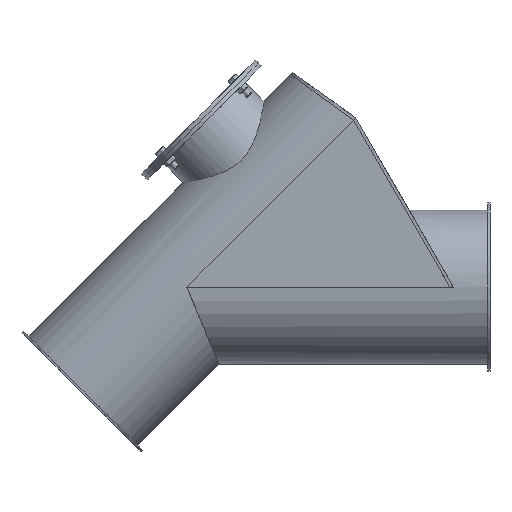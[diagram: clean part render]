
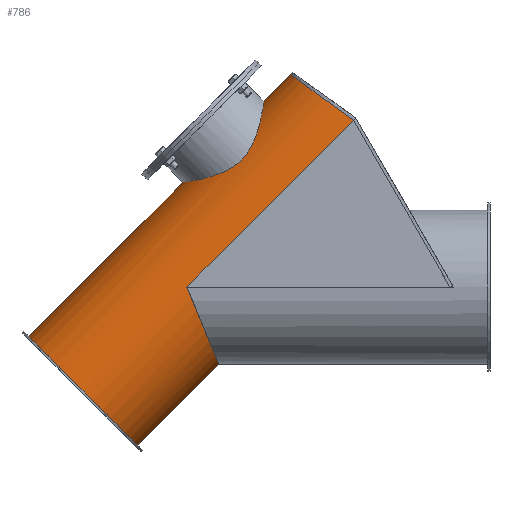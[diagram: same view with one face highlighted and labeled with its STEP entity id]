
A CAD part, left-side view. The second image highlights one B-rep face of the part: STEP entity #786.
In plain terms, the highlighted cylindrical face has radius 75 mm (diameter 150 mm), a full revolution.
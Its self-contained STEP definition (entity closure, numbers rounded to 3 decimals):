
#426=CARTESIAN_POINT('',(0.,145.,75.));
#427=VERTEX_POINT('',#426);
#428=CARTESIAN_POINT('',(0.,145.,-75.));
#429=VERTEX_POINT('',#428);
#430=CARTESIAN_POINT('',(0.,145.,0.0));
#431=DIRECTION('',(0.383,-0.924,0.0));
#432=DIRECTION('',(-0.924,-0.383,0.0));
#433=AXIS2_PLACEMENT_3D('',#430,#431,#432);
#434=ELLIPSE('',#433,81.179,75.);
#435=EDGE_CURVE('',#427,#429,#434,.T.);
#468=CARTESIAN_POINT('',(0.,374.523,-75.));
#469=VERTEX_POINT('',#468);
#470=CARTESIAN_POINT('',(0.,145.,-75.));
#471=DIRECTION('',(0.0,1.0,0.0));
#472=VECTOR('',#471,229.523);
#473=LINE('',#470,#472);
#474=EDGE_CURVE('',#429,#469,#473,.T.);
#499=CARTESIAN_POINT('',(0.,374.523,75.));
#500=VERTEX_POINT('',#499);
#501=CARTESIAN_POINT('',(0.,374.523,0.0));
#502=DIRECTION('',(-0.16,-0.987,0.0));
#503=DIRECTION('',(-0.987,0.16,0.0));
#504=AXIS2_PLACEMENT_3D('',#501,#502,#503);
#505=ELLIPSE('',#504,75.977,75.);
#506=EDGE_CURVE('',#469,#500,#505,.T.);
#532=CARTESIAN_POINT('',(0.,374.523,75.));
#533=DIRECTION('',(0.0,-1.0,0.0));
#534=VECTOR('',#533,229.523);
#535=LINE('',#532,#534);
#536=EDGE_CURVE('',#500,#427,#535,.T.);
#554=CARTESIAN_POINT('',(52.048,270.,54.));
#555=VERTEX_POINT('',#554);
#556=CARTESIAN_POINT('',(52.048,270.,54.));
#557=CARTESIAN_POINT('',(52.048,273.595,54.));
#558=CARTESIAN_POINT('',(52.432,277.222,53.637));
#559=CARTESIAN_POINT('',(53.867,284.305,52.196));
#560=CARTESIAN_POINT('',(54.911,287.763,51.119));
#561=CARTESIAN_POINT('',(57.373,294.329,48.34));
#562=CARTESIAN_POINT('',(58.788,297.444,46.636));
#563=CARTESIAN_POINT('',(61.685,303.199,42.731));
#564=CARTESIAN_POINT('',(63.165,305.839,40.529));
#565=CARTESIAN_POINT('',(65.916,310.49,35.878));
#566=CARTESIAN_POINT('',(67.295,312.684,33.26));
#567=CARTESIAN_POINT('',(69.845,316.6,27.505));
#568=CARTESIAN_POINT('',(71.015,318.324,24.367));
#569=CARTESIAN_POINT('',(72.952,321.128,17.745));
#570=CARTESIAN_POINT('',(73.72,322.211,14.254));
#571=CARTESIAN_POINT('',(74.745,323.647,7.149));
#572=CARTESIAN_POINT('',(75.,324.,3.535));
#573=CARTESIAN_POINT('',(75.,324.,-3.535));
#574=CARTESIAN_POINT('',(74.745,323.647,-7.149));
#575=CARTESIAN_POINT('',(73.72,322.211,-14.254));
#576=CARTESIAN_POINT('',(72.952,321.128,-17.745));
#577=CARTESIAN_POINT('',(71.015,318.324,-24.367));
#578=CARTESIAN_POINT('',(69.845,316.6,-27.505));
#579=CARTESIAN_POINT('',(67.295,312.684,-33.26));
#580=CARTESIAN_POINT('',(65.916,310.49,-35.878));
#581=CARTESIAN_POINT('',(63.165,305.839,-40.529));
#582=CARTESIAN_POINT('',(61.685,303.199,-42.731));
#583=CARTESIAN_POINT('',(58.788,297.444,-46.636));
#584=CARTESIAN_POINT('',(57.373,294.329,-48.34));
#585=CARTESIAN_POINT('',(54.911,287.763,-51.119));
#586=CARTESIAN_POINT('',(53.867,284.305,-52.196));
#587=CARTESIAN_POINT('',(52.432,277.222,-53.637));
#588=CARTESIAN_POINT('',(52.048,273.595,-54.));
#589=CARTESIAN_POINT('',(52.048,266.405,-54.));
#590=CARTESIAN_POINT('',(52.432,262.778,-53.637));
#591=CARTESIAN_POINT('',(53.867,255.695,-52.196));
#592=CARTESIAN_POINT('',(54.911,252.237,-51.119));
#593=CARTESIAN_POINT('',(57.373,245.671,-48.34));
#594=CARTESIAN_POINT('',(58.788,242.556,-46.636));
#595=CARTESIAN_POINT('',(61.685,236.801,-42.731));
#596=CARTESIAN_POINT('',(63.165,234.161,-40.529));
#597=CARTESIAN_POINT('',(65.916,229.51,-35.878));
#598=CARTESIAN_POINT('',(67.295,227.316,-33.26));
#599=CARTESIAN_POINT('',(69.845,223.4,-27.505));
#600=CARTESIAN_POINT('',(71.015,221.676,-24.367));
#601=CARTESIAN_POINT('',(72.952,218.872,-17.745));
#602=CARTESIAN_POINT('',(73.72,217.789,-14.254));
#603=CARTESIAN_POINT('',(74.745,216.353,-7.149));
#604=CARTESIAN_POINT('',(75.,216.,-3.535));
#605=CARTESIAN_POINT('',(75.,216.,3.535));
#606=CARTESIAN_POINT('',(74.745,216.353,7.149));
#607=CARTESIAN_POINT('',(73.72,217.789,14.254));
#608=CARTESIAN_POINT('',(72.952,218.872,17.745));
#609=CARTESIAN_POINT('',(71.015,221.676,24.367));
#610=CARTESIAN_POINT('',(69.845,223.4,27.505));
#611=CARTESIAN_POINT('',(67.295,227.316,33.26));
#612=CARTESIAN_POINT('',(65.916,229.51,35.878));
#613=CARTESIAN_POINT('',(63.165,234.161,40.529));
#614=CARTESIAN_POINT('',(61.685,236.801,42.731));
#615=CARTESIAN_POINT('',(58.788,242.556,46.636));
#616=CARTESIAN_POINT('',(57.373,245.671,48.34));
#617=CARTESIAN_POINT('',(54.911,252.237,51.119));
#618=CARTESIAN_POINT('',(53.867,255.695,52.196));
#619=CARTESIAN_POINT('',(52.432,262.778,53.637));
#620=CARTESIAN_POINT('',(52.048,266.405,54.));
#621=CARTESIAN_POINT('',(52.048,270.,54.));
#622=B_SPLINE_CURVE_WITH_KNOTS('',3,(#556,#557,#558,#559,#560,#561,#562,#563,#564,#565,#566,#567,#568,#569,#570,#571,#572,#573,#574,#575,#576,#577,#578,#579,#580,#581,#582,#583,#584,#585,#586,#587,#588,#589,#590,#591,#592,#593,#594,#595,#596,#597,#598,#599,#600,#601,#602,#603,#604,#605,#606,#607,#608,#609,#610,#611,#612,#613,#614,#615,#616,#617,#618,#619,#620,#621),.UNSPECIFIED.,.T.,.U.,(4,2,2,2,2,2,2,2,2,2,2,2,2,2,2,2,2,2,2,2,2,2,2,2,2,2,2,2,2,2,2,2,4),(0.0,1.079,2.157,3.236,4.314,5.375,6.435,7.496,8.556,9.617,10.677,11.738,12.799,13.877,14.956,16.034,17.113,18.191,19.27,20.348,21.427,22.487,23.548,24.609,25.669,26.73,27.79,28.851,29.911,30.99,32.068,33.147,34.226),.UNSPECIFIED.);
#623=EDGE_CURVE('',#555,#555,#622,.T.);
#757=CARTESIAN_POINT('',(-75.,2.,0.0));
#758=VERTEX_POINT('',#757);
#759=CARTESIAN_POINT('',(0.,2.,0.0));
#760=DIRECTION('',(0.0,1.0,0.0));
#761=DIRECTION('',(-1.0,0.0,0.0));
#762=AXIS2_PLACEMENT_3D('',#759,#760,#761);
#763=CIRCLE('',#762,75.);
#764=EDGE_CURVE('',#758,#758,#763,.T.);
#769=CARTESIAN_POINT('',(0.,201.,0.0));
#770=DIRECTION('',(0.0,1.0,0.0));
#771=DIRECTION('',(-1.0,0.0,0.0));
#772=AXIS2_PLACEMENT_3D('',#769,#770,#771);
#773=CYLINDRICAL_SURFACE('',#772,75.);
#774=ORIENTED_EDGE('',*,*,#506,.T.);
#775=ORIENTED_EDGE('',*,*,#536,.T.);
#776=ORIENTED_EDGE('',*,*,#435,.T.);
#777=ORIENTED_EDGE('',*,*,#474,.T.);
#778=EDGE_LOOP('',(#774,#775,#776,#777));
#779=FACE_OUTER_BOUND('',#778,.T.);
#780=ORIENTED_EDGE('',*,*,#623,.T.);
#781=EDGE_LOOP('',(#780));
#782=FACE_BOUND('',#781,.T.);
#783=ORIENTED_EDGE('',*,*,#764,.T.);
#784=EDGE_LOOP('',(#783));
#785=FACE_BOUND('',#784,.T.);
#786=ADVANCED_FACE('',(#779,#782,#785),#773,.T.);
